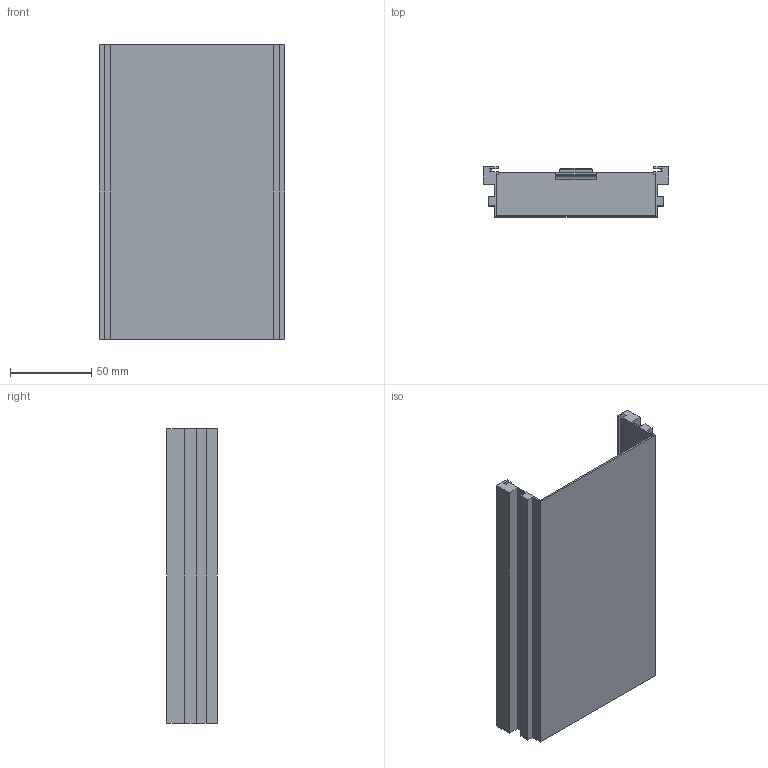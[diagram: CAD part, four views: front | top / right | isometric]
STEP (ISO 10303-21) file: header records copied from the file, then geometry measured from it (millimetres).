
FILE_DESCRIPTION(('HOOPS Exchange Step'),'2;1');
FILE_NAME('temp_export','2025-01-15T14:30:57+02:00',('mobile'),('Shapr3D Limited'),'HOOPS Exchange 2024.6','Shapr3D','Authorized');
FILE_SCHEMA( ('AP242_MANAGED_MODEL_BASED_3D_ENGINEERING_MIM_LF {1 0 10303 442 1 1 4 }') );
Length unit declared in the file: millimetre
Products named in the file (1): Box QCC44
Bounding box: 113.75 x 31 x 181 mm (x, y, z)
Volume: 65703 mm3; surface area: 79418.2 mm2
Topology: 1 solids, 1 shells, 54 faces, 151 edges, 100 vertices
Faces by surface type: plane 53, cylinder 1
Entity records: 1737 total; most frequent: CARTESIAN_POINT 307, ORIENTED_EDGE 302, DIRECTION 265, EDGE_CURVE 151, VECTOR 149, LINE 149, VERTEX_POINT 100, AXIS2_PLACEMENT_3D 58
